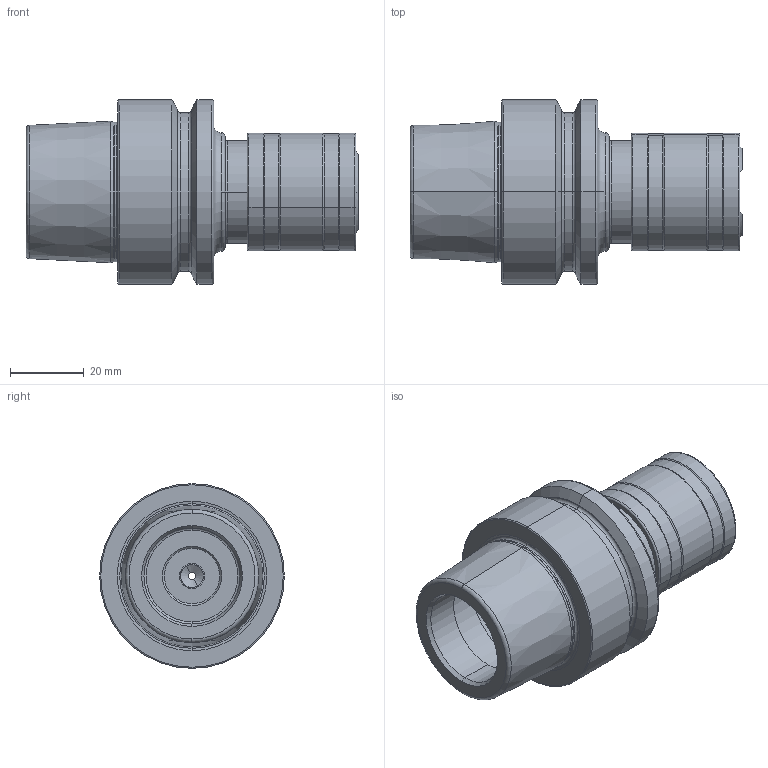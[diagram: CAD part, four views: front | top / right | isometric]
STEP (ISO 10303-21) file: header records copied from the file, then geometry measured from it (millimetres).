
FILE_DESCRIPTION (( 'STEP AP214' ), '1' );
FILE_NAME ('HE5.Go1.K01.065.STEP', '2023-09-08T12:21:22', ( '' ), ( '' ), 'SwSTEP 2.0', 'SolidWorks 2017', '' );
FILE_SCHEMA (( 'AUTOMOTIVE_DESIGN' ));
Length unit declared in the file: millimetre
Products named in the file (10): Go1-ER3.025.001_gespannt; HE5-Go1.K01.065_A_Fertigbearbeitung; Go1-ER1.019.008_A; Go1-ER1.032.030_A; U00-Go1.K01.000_f〉 Baugruppe; Go1-ER4.001.005; HE5.Go1.K01.065; Go1-ER2.008.021_gespannt; Go1-ER3.019.001_gespannt; Go1-ER2.028.032_vorgespannt
Assembly tree (11 placements, depth 3):
  HE5.Go1.K01.065
    HE5-Go1.K01.065_A_Fertigbearbeitung
    U00-Go1.K01.000_f〉 Baugruppe
      Go1-ER1.019.008_A
      Go1-ER2.028.032_vorgespannt
      Go1-ER2.008.021_gespannt
      Go1-ER3.025.001_gespannt
      Go1-ER3.019.001_gespannt
      Go1-ER1.032.030_A
      Go1-ER4.001.005  x3
Bounding box: 89.9 x 50 x 50 mm (x, y, z)
Volume: 71762.1 mm3; surface area: 29697.4 mm2
Topology: 10 solids, 10 shells, 303 faces, 694 edges, 410 vertices
Faces by surface type: cylinder 97, torus 78, cone 61, plane 51, bspline 10, sphere 6
Entity records: 15756 total; most frequent: CARTESIAN_POINT 8217, DIRECTION 1528, ORIENTED_EDGE 1334, AXIS2_PLACEMENT_3D 675, EDGE_CURVE 667, VERTEX_POINT 393, CIRCLE 371, EDGE_LOOP 326
